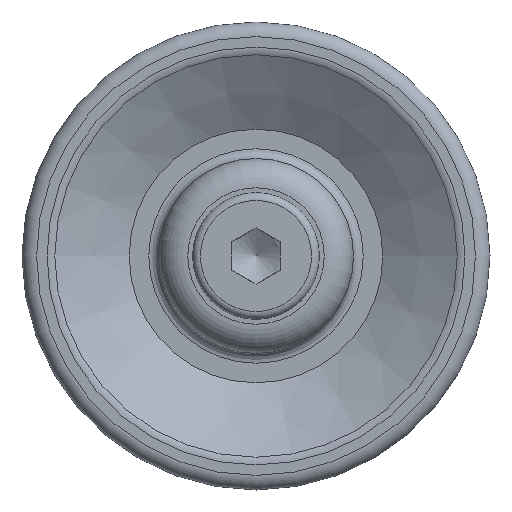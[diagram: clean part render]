
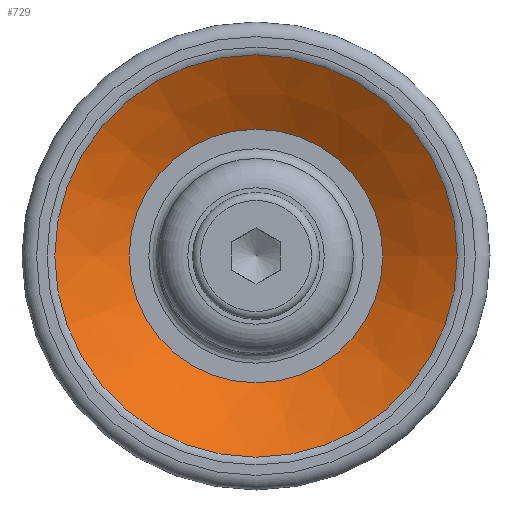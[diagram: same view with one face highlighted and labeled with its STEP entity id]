
A CAD part, left-side view. The second image highlights one B-rep face of the part: STEP entity #729.
In plain terms, the highlighted conical face has half-angle 57.995 degrees and reference radius 16.818 mm.
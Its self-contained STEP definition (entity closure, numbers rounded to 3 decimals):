
#695=CARTESIAN_POINT('',(-2.5,13.,0.));
#696=VERTEX_POINT('',#695);
#697=CARTESIAN_POINT('',(-2.5,0.,0.));
#698=DIRECTION('',(1.0,0.0,0.0));
#699=DIRECTION('',(0.0,1.0,0.0));
#700=AXIS2_PLACEMENT_3D('',#697,#698,#699);
#701=CIRCLE('',#700,13.0);
#702=EDGE_CURVE('',#696,#696,#701,.T.);
#710=CARTESIAN_POINT('',(-4.886,0.,0.));
#711=DIRECTION('',(-1.0,0.,0.));
#712=DIRECTION('',(0.0,1.0,0.0));
#713=AXIS2_PLACEMENT_3D('',#710,#711,#712);
#714=CONICAL_SURFACE('',#713,16.818,57.995);
#715=CARTESIAN_POINT('',(-7.272,20.635,0.));
#716=VERTEX_POINT('',#715);
#717=CARTESIAN_POINT('',(-7.272,0.,0.));
#718=DIRECTION('',(1.0,0.0,0.0));
#719=DIRECTION('',(0.0,1.0,0.0));
#720=AXIS2_PLACEMENT_3D('',#717,#718,#719);
#721=CIRCLE('',#720,20.635);
#722=EDGE_CURVE('',#716,#716,#721,.T.);
#723=ORIENTED_EDGE('',*,*,#722,.F.);
#724=EDGE_LOOP('',(#723));
#725=FACE_OUTER_BOUND('',#724,.T.);
#726=ORIENTED_EDGE('',*,*,#702,.T.);
#727=EDGE_LOOP('',(#726));
#728=FACE_BOUND('',#727,.T.);
#729=ADVANCED_FACE('',(#725,#728),#714,.F.);
